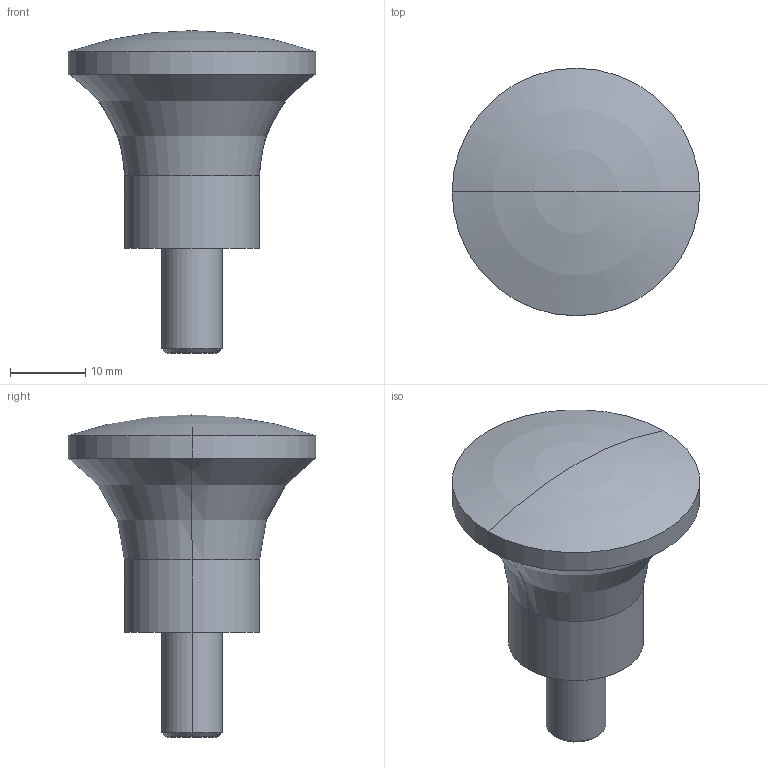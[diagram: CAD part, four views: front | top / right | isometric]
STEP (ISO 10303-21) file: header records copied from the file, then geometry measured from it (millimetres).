
FILE_DESCRIPTION(('STEP AP214'),'1');
FILE_NAME(' ',' ',('TraceParts'),('TraceParts S.A.'),'XStep 1.0',' ',' ');
FILE_SCHEMA(('automotive_design'));
Length unit declared in the file: millimetre
Products named in the file (1): 1
Bounding box: 33 x 33 x 43 mm (x, y, z)
Volume: 12466.8 mm3; surface area: 3510.5 mm2
Topology: 1 solids, 1 shells, 16 faces, 32 edges, 17 vertices
Faces by surface type: cylinder 6, cone 4, sphere 2, torus 2, plane 2
Entity records: 789 total; most frequent: DIRECTION 84, STYLED_ITEM 64, PRESENTATION_STYLE_ASSIGNMENT 64, CARTESIAN_POINT 64, COLOUR_RGB 64, ORIENTED_EDGE 60, AXIS2_PLACEMENT_3D 37, EDGE_CURVE 30
